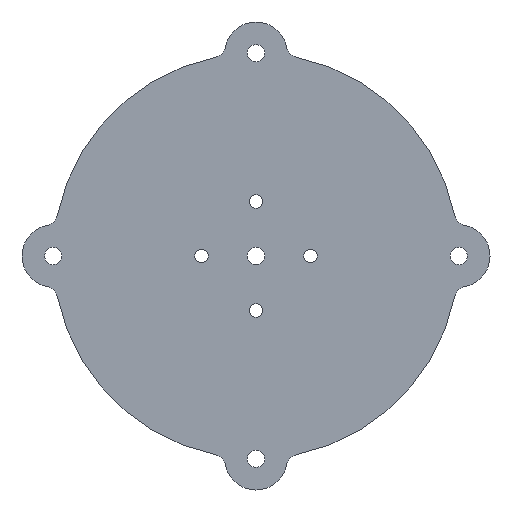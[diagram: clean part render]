
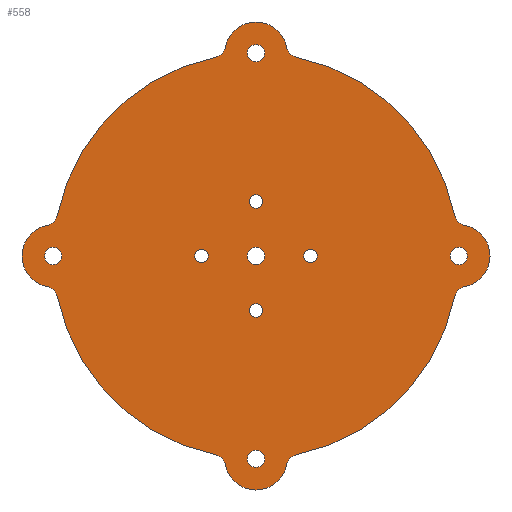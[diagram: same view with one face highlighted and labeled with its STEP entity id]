
A CAD part, front view. The second image highlights one B-rep face of the part: STEP entity #558.
In plain terms, the highlighted planar face has unit normal (0, -1, 0).
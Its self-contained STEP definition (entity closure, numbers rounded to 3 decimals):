
#25=FACE_BOUND('',#105,.T.);
#26=FACE_BOUND('',#106,.T.);
#27=FACE_BOUND('',#107,.T.);
#28=FACE_BOUND('',#108,.T.);
#29=FACE_BOUND('',#109,.T.);
#30=FACE_BOUND('',#110,.T.);
#31=FACE_BOUND('',#111,.T.);
#32=FACE_BOUND('',#112,.T.);
#33=FACE_BOUND('',#113,.T.);
#36=PLANE('',#662);
#65=FACE_OUTER_BOUND('',#104,.T.);
#104=EDGE_LOOP('',(#479,#480,#481,#482,#483,#484,#485,#486,#487,#488,#489,
#490,#491,#492,#493,#494));
#105=EDGE_LOOP('',(#495));
#106=EDGE_LOOP('',(#496));
#107=EDGE_LOOP('',(#497));
#108=EDGE_LOOP('',(#498));
#109=EDGE_LOOP('',(#499));
#110=EDGE_LOOP('',(#500));
#111=EDGE_LOOP('',(#501));
#112=EDGE_LOOP('',(#502));
#113=EDGE_LOOP('',(#503));
#167=CIRCLE('',#584,2.15);
#169=CIRCLE('',#587,2.15);
#171=CIRCLE('',#590,2.15);
#173=CIRCLE('',#593,2.15);
#177=CIRCLE('',#600,4.);
#179=CIRCLE('',#603,65.);
#181=CIRCLE('',#606,4.);
#184=CIRCLE('',#610,10.);
#185=CIRCLE('',#612,4.);
#188=CIRCLE('',#616,65.);
#189=CIRCLE('',#618,4.);
#192=CIRCLE('',#622,10.);
#193=CIRCLE('',#624,4.);
#195=CIRCLE('',#627,10.);
#197=CIRCLE('',#630,4.);
#200=CIRCLE('',#634,65.);
#201=CIRCLE('',#636,4.);
#204=CIRCLE('',#640,65.);
#205=CIRCLE('',#642,4.);
#208=CIRCLE('',#646,10.);
#210=CIRCLE('',#649,2.75);
#212=CIRCLE('',#652,2.75);
#213=CIRCLE('',#654,2.75);
#215=CIRCLE('',#657,2.75);
#217=CIRCLE('',#660,2.75);
#219=VERTEX_POINT('',#857);
#221=VERTEX_POINT('',#863);
#223=VERTEX_POINT('',#869);
#225=VERTEX_POINT('',#875);
#229=VERTEX_POINT('',#888);
#230=VERTEX_POINT('',#889);
#233=VERTEX_POINT('',#897);
#235=VERTEX_POINT('',#903);
#236=VERTEX_POINT('',#904);
#239=VERTEX_POINT('',#915);
#240=VERTEX_POINT('',#916);
#243=VERTEX_POINT('',#927);
#244=VERTEX_POINT('',#928);
#247=VERTEX_POINT('',#939);
#248=VERTEX_POINT('',#940);
#251=VERTEX_POINT('',#948);
#253=VERTEX_POINT('',#954);
#255=VERTEX_POINT('',#963);
#256=VERTEX_POINT('',#964);
#259=VERTEX_POINT('',#975);
#262=VERTEX_POINT('',#986);
#264=VERTEX_POINT('',#992);
#265=VERTEX_POINT('',#996);
#267=VERTEX_POINT('',#1002);
#269=VERTEX_POINT('',#1008);
#272=EDGE_CURVE('',#219,#219,#167,.T.);
#275=EDGE_CURVE('',#221,#221,#169,.T.);
#278=EDGE_CURVE('',#223,#223,#171,.T.);
#281=EDGE_CURVE('',#225,#225,#173,.T.);
#286=EDGE_CURVE('',#229,#230,#177,.T.);
#290=EDGE_CURVE('',#230,#233,#179,.T.);
#293=EDGE_CURVE('',#235,#236,#181,.T.);
#298=EDGE_CURVE('',#236,#229,#184,.T.);
#299=EDGE_CURVE('',#239,#240,#185,.T.);
#304=EDGE_CURVE('',#240,#235,#188,.T.);
#305=EDGE_CURVE('',#243,#244,#189,.T.);
#310=EDGE_CURVE('',#244,#239,#192,.T.);
#311=EDGE_CURVE('',#247,#248,#193,.T.);
#315=EDGE_CURVE('',#248,#251,#195,.T.);
#318=EDGE_CURVE('',#251,#253,#197,.T.);
#322=EDGE_CURVE('',#253,#243,#200,.T.);
#323=EDGE_CURVE('',#255,#256,#201,.T.);
#328=EDGE_CURVE('',#256,#247,#204,.T.);
#329=EDGE_CURVE('',#233,#259,#205,.T.);
#333=EDGE_CURVE('',#259,#255,#208,.T.);
#336=EDGE_CURVE('',#262,#262,#210,.T.);
#339=EDGE_CURVE('',#264,#264,#212,.T.);
#341=EDGE_CURVE('',#265,#265,#213,.T.);
#344=EDGE_CURVE('',#267,#267,#215,.T.);
#347=EDGE_CURVE('',#269,#269,#217,.T.);
#479=ORIENTED_EDGE('',*,*,#305,.F.);
#480=ORIENTED_EDGE('',*,*,#322,.F.);
#481=ORIENTED_EDGE('',*,*,#318,.F.);
#482=ORIENTED_EDGE('',*,*,#315,.F.);
#483=ORIENTED_EDGE('',*,*,#311,.F.);
#484=ORIENTED_EDGE('',*,*,#328,.F.);
#485=ORIENTED_EDGE('',*,*,#323,.F.);
#486=ORIENTED_EDGE('',*,*,#333,.F.);
#487=ORIENTED_EDGE('',*,*,#329,.F.);
#488=ORIENTED_EDGE('',*,*,#290,.F.);
#489=ORIENTED_EDGE('',*,*,#286,.F.);
#490=ORIENTED_EDGE('',*,*,#298,.F.);
#491=ORIENTED_EDGE('',*,*,#293,.F.);
#492=ORIENTED_EDGE('',*,*,#304,.F.);
#493=ORIENTED_EDGE('',*,*,#299,.F.);
#494=ORIENTED_EDGE('',*,*,#310,.F.);
#495=ORIENTED_EDGE('',*,*,#272,.T.);
#496=ORIENTED_EDGE('',*,*,#275,.T.);
#497=ORIENTED_EDGE('',*,*,#278,.T.);
#498=ORIENTED_EDGE('',*,*,#281,.T.);
#499=ORIENTED_EDGE('',*,*,#347,.F.);
#500=ORIENTED_EDGE('',*,*,#344,.F.);
#501=ORIENTED_EDGE('',*,*,#341,.F.);
#502=ORIENTED_EDGE('',*,*,#339,.F.);
#503=ORIENTED_EDGE('',*,*,#336,.F.);
#558=ADVANCED_FACE('',(#65,#25,#26,#27,#28,#29,#30,#31,#32,#33),#36,.F.);
#584=AXIS2_PLACEMENT_3D('',#859,#670,#671);
#587=AXIS2_PLACEMENT_3D('',#865,#677,#678);
#590=AXIS2_PLACEMENT_3D('',#871,#684,#685);
#593=AXIS2_PLACEMENT_3D('',#877,#691,#692);
#600=AXIS2_PLACEMENT_3D('',#890,#706,#707);
#603=AXIS2_PLACEMENT_3D('',#898,#714,#715);
#606=AXIS2_PLACEMENT_3D('',#905,#721,#722);
#610=AXIS2_PLACEMENT_3D('',#913,#731,#732);
#612=AXIS2_PLACEMENT_3D('',#917,#735,#736);
#616=AXIS2_PLACEMENT_3D('',#925,#745,#746);
#618=AXIS2_PLACEMENT_3D('',#929,#749,#750);
#622=AXIS2_PLACEMENT_3D('',#937,#759,#760);
#624=AXIS2_PLACEMENT_3D('',#941,#763,#764);
#627=AXIS2_PLACEMENT_3D('',#949,#771,#772);
#630=AXIS2_PLACEMENT_3D('',#955,#778,#779);
#634=AXIS2_PLACEMENT_3D('',#961,#787,#788);
#636=AXIS2_PLACEMENT_3D('',#965,#791,#792);
#640=AXIS2_PLACEMENT_3D('',#973,#801,#802);
#642=AXIS2_PLACEMENT_3D('',#976,#805,#806);
#646=AXIS2_PLACEMENT_3D('',#982,#814,#815);
#649=AXIS2_PLACEMENT_3D('',#988,#821,#822);
#652=AXIS2_PLACEMENT_3D('',#994,#828,#829);
#654=AXIS2_PLACEMENT_3D('',#998,#833,#834);
#657=AXIS2_PLACEMENT_3D('',#1004,#840,#841);
#660=AXIS2_PLACEMENT_3D('',#1010,#847,#848);
#662=AXIS2_PLACEMENT_3D('',#1012,#851,#852);
#670=DIRECTION('center_axis',(0.,1.,0.));
#671=DIRECTION('ref_axis',(1.,0.,0.));
#677=DIRECTION('center_axis',(0.,1.,0.));
#678=DIRECTION('ref_axis',(1.,0.,0.));
#684=DIRECTION('center_axis',(0.,1.,0.));
#685=DIRECTION('ref_axis',(1.,0.,0.));
#691=DIRECTION('center_axis',(0.,1.,0.));
#692=DIRECTION('ref_axis',(1.,0.,0.));
#706=DIRECTION('center_axis',(0.,-1.,0.));
#707=DIRECTION('ref_axis',(-0.703,0.,0.712));
#714=DIRECTION('center_axis',(0.,1.,0.));
#715=DIRECTION('ref_axis',(-1.,0.,0.));
#721=DIRECTION('center_axis',(0.,-1.,0.));
#722=DIRECTION('ref_axis',(-0.703,0.,-0.712));
#731=DIRECTION('center_axis',(0.,1.,0.));
#732=DIRECTION('ref_axis',(-1.,0.,0.));
#735=DIRECTION('center_axis',(0.,-1.,0.));
#736=DIRECTION('ref_axis',(-0.712,0.,-0.703));
#745=DIRECTION('center_axis',(0.,1.,0.));
#746=DIRECTION('ref_axis',(-1.,0.,0.));
#749=DIRECTION('center_axis',(0.,-1.,0.));
#750=DIRECTION('ref_axis',(0.712,0.,-0.703));
#759=DIRECTION('center_axis',(0.,1.,0.));
#760=DIRECTION('ref_axis',(-1.,0.,0.));
#763=DIRECTION('center_axis',(0.,-1.,0.));
#764=DIRECTION('ref_axis',(0.703,0.,0.712));
#771=DIRECTION('center_axis',(0.,1.,0.));
#772=DIRECTION('ref_axis',(-1.,0.,0.));
#778=DIRECTION('center_axis',(0.,-1.,0.));
#779=DIRECTION('ref_axis',(0.703,0.,-0.712));
#787=DIRECTION('center_axis',(0.,1.,0.));
#788=DIRECTION('ref_axis',(-1.,0.,0.));
#791=DIRECTION('center_axis',(0.,-1.,0.));
#792=DIRECTION('ref_axis',(0.712,0.,0.703));
#801=DIRECTION('center_axis',(0.,1.,0.));
#802=DIRECTION('ref_axis',(-1.,0.,0.));
#805=DIRECTION('center_axis',(0.,-1.,0.));
#806=DIRECTION('ref_axis',(-0.712,0.,0.703));
#814=DIRECTION('center_axis',(0.,1.,0.));
#815=DIRECTION('ref_axis',(-1.,0.,0.));
#821=DIRECTION('center_axis',(0.,-1.,0.));
#822=DIRECTION('ref_axis',(1.,0.,0.));
#828=DIRECTION('center_axis',(0.,-1.,0.));
#829=DIRECTION('ref_axis',(1.,0.,0.));
#833=DIRECTION('center_axis',(0.,-1.,0.));
#834=DIRECTION('ref_axis',(1.,0.,0.));
#840=DIRECTION('center_axis',(0.,-1.,0.));
#841=DIRECTION('ref_axis',(1.,0.,0.));
#847=DIRECTION('center_axis',(0.,-1.,0.));
#848=DIRECTION('ref_axis',(1.,0.,0.));
#851=DIRECTION('center_axis',(0.,1.,0.));
#852=DIRECTION('ref_axis',(0.,0.,1.));
#857=CARTESIAN_POINT('',(15.35,0.,0.));
#859=CARTESIAN_POINT('Origin',(17.5,0.,0.));
#863=CARTESIAN_POINT('',(-2.15,0.,17.5));
#865=CARTESIAN_POINT('Origin',(0.,0.,17.5));
#869=CARTESIAN_POINT('',(-19.65,0.,0.));
#871=CARTESIAN_POINT('Origin',(-17.5,0.,0.));
#875=CARTESIAN_POINT('',(-2.15,0.,-17.5));
#877=CARTESIAN_POINT('Origin',(0.,0.,-17.5));
#888=CARTESIAN_POINT('',(66.868,0.,-9.824));
#889=CARTESIAN_POINT('',(63.696,0.,-12.956));
#890=CARTESIAN_POINT('Origin',(67.615,0.,-13.754));
#897=CARTESIAN_POINT('',(12.956,0.,-63.696));
#898=CARTESIAN_POINT('Origin',(0.,0.,0.));
#903=CARTESIAN_POINT('',(63.696,0.,12.956));
#904=CARTESIAN_POINT('',(66.868,0.,9.824));
#905=CARTESIAN_POINT('Origin',(67.615,0.,13.754));
#913=CARTESIAN_POINT('Origin',(65.,0.,0.));
#915=CARTESIAN_POINT('',(9.824,0.,66.868));
#916=CARTESIAN_POINT('',(12.956,0.,63.696));
#917=CARTESIAN_POINT('Origin',(13.754,0.,67.615));
#925=CARTESIAN_POINT('Origin',(0.,0.,0.));
#927=CARTESIAN_POINT('',(-12.956,0.,63.696));
#928=CARTESIAN_POINT('',(-9.824,0.,66.868));
#929=CARTESIAN_POINT('Origin',(-13.754,0.,67.615));
#937=CARTESIAN_POINT('Origin',(0.,0.,65.));
#939=CARTESIAN_POINT('',(-63.696,0.,-12.956));
#940=CARTESIAN_POINT('',(-66.868,0.,-9.824));
#941=CARTESIAN_POINT('Origin',(-67.615,0.,-13.754));
#948=CARTESIAN_POINT('',(-66.868,0.,9.824));
#949=CARTESIAN_POINT('Origin',(-65.,0.,0.));
#954=CARTESIAN_POINT('',(-63.696,0.,12.956));
#955=CARTESIAN_POINT('Origin',(-67.615,0.,13.754));
#961=CARTESIAN_POINT('Origin',(0.,0.,0.));
#963=CARTESIAN_POINT('',(-9.824,0.,-66.868));
#964=CARTESIAN_POINT('',(-12.956,0.,-63.696));
#965=CARTESIAN_POINT('Origin',(-13.754,0.,-67.615));
#973=CARTESIAN_POINT('Origin',(0.,0.,0.));
#975=CARTESIAN_POINT('',(9.824,0.,-66.868));
#976=CARTESIAN_POINT('Origin',(13.754,0.,-67.615));
#982=CARTESIAN_POINT('Origin',(0.,0.,-65.));
#986=CARTESIAN_POINT('',(-2.75,0.,65.));
#988=CARTESIAN_POINT('Origin',(0.,0.,65.));
#992=CARTESIAN_POINT('',(-67.75,0.,0.));
#994=CARTESIAN_POINT('Origin',(-65.,0.,0.));
#996=CARTESIAN_POINT('',(-2.75,0.,0.));
#998=CARTESIAN_POINT('Origin',(0.,0.,0.));
#1002=CARTESIAN_POINT('',(-2.75,0.,-65.));
#1004=CARTESIAN_POINT('Origin',(0.,0.,-65.));
#1008=CARTESIAN_POINT('',(62.25,0.,0.));
#1010=CARTESIAN_POINT('Origin',(65.,0.,0.));
#1012=CARTESIAN_POINT('Origin',(69.615,0.,0.));
